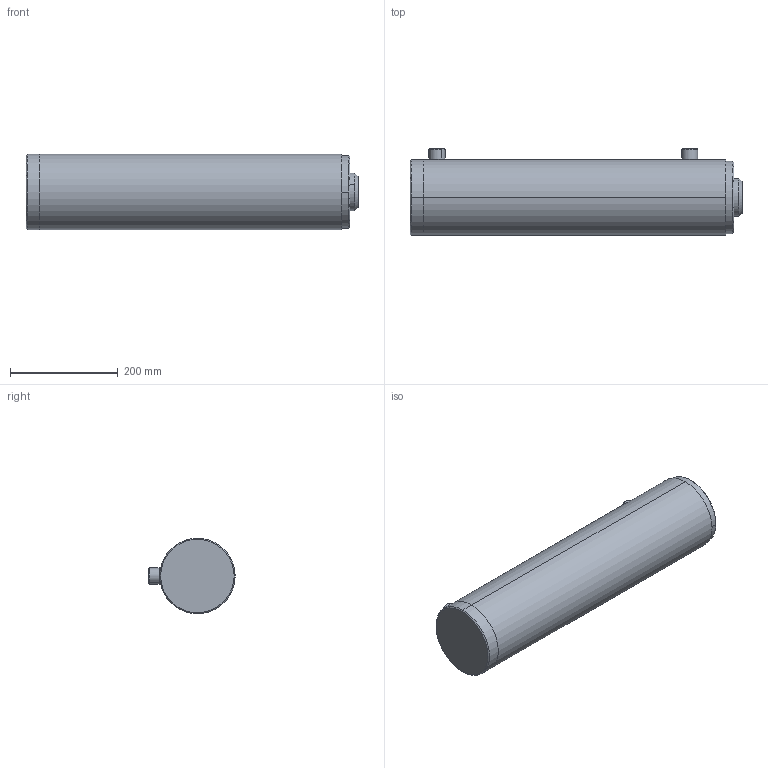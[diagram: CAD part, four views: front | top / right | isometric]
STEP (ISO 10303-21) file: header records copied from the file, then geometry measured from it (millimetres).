
FILE_DESCRIPTION (( 'STEP AP203' ), '1' );
FILE_NAME ('707-4NU.STEP', '2014-12-16T08:15:38', ( '' ), ( '' ), 'SwSTEP 2.0', 'SolidWorks 2015', '' );
FILE_SCHEMA (( 'CONFIG_CONTROL_DESIGN' ));
Length unit declared in the file: millimetre
Products named in the file (8): 707-4NU; P707NM^707-4NU; Kontermutter^707-4NU; Rohr^707-4NU; Führung^707-4NU; Stange^707-4NU; Boden^707-4NU; AL12
Assembly tree (8 placements, depth 2):
  707-4NU
    Rohr^707-4NU
    Stange^707-4NU
    AL12  x2
    Führung^707-4NU
    P707NM^707-4NU
    Kontermutter^707-4NU
    Boden^707-4NU
Bounding box: 615 x 160 x 140 mm (x, y, z)
Volume: 6148218.4 mm3; surface area: 785477.1 mm2
Topology: 8 solids, 8 shells, 94 faces, 188 edges, 114 vertices
Faces by surface type: cylinder 40, cone 32, plane 20, torus 2
Entity records: 3278 total; most frequent: CARTESIAN_POINT 645, DIRECTION 426, ORIENTED_EDGE 320, AXIS2_PLACEMENT_3D 183, EDGE_CURVE 160, EDGE_LOOP 98, VERTEX_POINT 98, CIRCLE 92
